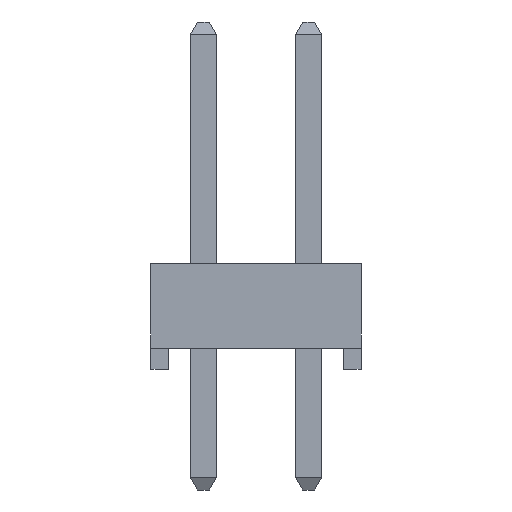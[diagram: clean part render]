
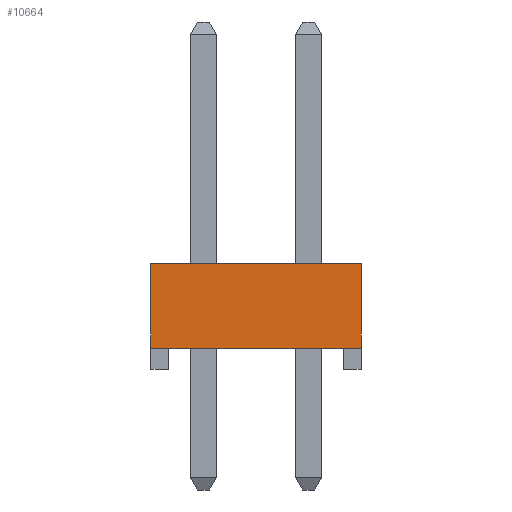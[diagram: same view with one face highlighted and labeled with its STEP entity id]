
A CAD part, left-side view. The second image highlights one B-rep face of the part: STEP entity #10664.
In plain terms, the highlighted planar face has unit normal (-1, 0, 0).
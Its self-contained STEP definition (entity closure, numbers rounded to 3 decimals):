
#96=FACE_OUTER_BOUND($,#788,.T.);
#788=EDGE_LOOP($,(#7001,#7002,#7003,#7004));
#1493=LINE($,#15122,#3001);
#1505=LINE($,#15147,#3013);
#1506=LINE($,#15148,#3014);
#1507=LINE($,#15149,#3015);
#3001=VECTOR($,#12222,5.08);
#3013=VECTOR($,#12236,5.08);
#3014=VECTOR($,#12237,2.032);
#3015=VECTOR($,#12238,2.032);
#4501=VERTEX_POINT($,#15119);
#4502=VERTEX_POINT($,#15121);
#4513=VERTEX_POINT($,#15145);
#4514=VERTEX_POINT($,#15146);
#5461=EDGE_CURVE($,#4501,#4502,#1493,.T.);
#5473=EDGE_CURVE($,#4513,#4514,#1505,.T.);
#5474=EDGE_CURVE($,#4502,#4514,#1506,.T.);
#5475=EDGE_CURVE($,#4513,#4501,#1507,.T.);
#7001=ORIENTED_EDGE($,*,*,#5473,.T.);
#7002=ORIENTED_EDGE($,*,*,#5474,.F.);
#7003=ORIENTED_EDGE($,*,*,#5461,.F.);
#7004=ORIENTED_EDGE($,*,*,#5475,.F.);
#9972=PLANE($,#11493);
#10664=ADVANCED_FACE($,(#96),#9972,.F.);
#11493=AXIS2_PLACEMENT_3D($,#15144,#12234,#12235);
#12222=DIRECTION($,(0.,1.,0.));
#12234=DIRECTION('center_axis',(1.,0.,0.));
#12235=DIRECTION('ref_axis',(0.,1.,0.));
#12236=DIRECTION($,(0.,1.,0.));
#12237=DIRECTION($,(0.,0.,1.));
#12238=DIRECTION($,(0.,0.,-1.));
#15119=CARTESIAN_POINT('',(-12.7,-2.54,0.508));
#15121=CARTESIAN_POINT('',(-12.7,2.54,0.508));
#15122=CARTESIAN_POINT($,(-12.7,0.,0.508));
#15144=CARTESIAN_POINT('Origin',(-12.7,0.,1.524));
#15145=CARTESIAN_POINT('',(-12.7,-2.54,2.54));
#15146=CARTESIAN_POINT('',(-12.7,2.54,2.54));
#15147=CARTESIAN_POINT($,(-12.7,0.,2.54));
#15148=CARTESIAN_POINT($,(-12.7,2.54,1.524));
#15149=CARTESIAN_POINT($,(-12.7,-2.54,1.524));
